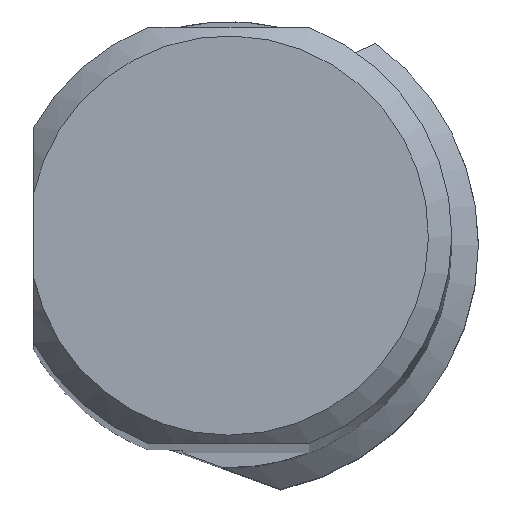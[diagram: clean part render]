
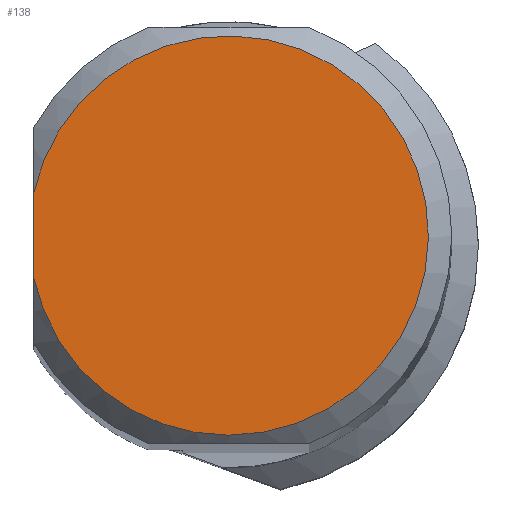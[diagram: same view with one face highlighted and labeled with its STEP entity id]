
A CAD part, top view. The second image highlights one B-rep face of the part: STEP entity #138.
In plain terms, the highlighted planar face has unit normal (0, 0, 1).
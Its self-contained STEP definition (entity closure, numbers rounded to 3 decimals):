
#72=PLANE('',#1238);
#138=ADVANCED_FACE('',(#223),#72,.T.);
#223=FACE_OUTER_BOUND('',#283,.T.);
#283=EDGE_LOOP('',(#675,#676,#677));
#336=CIRCLE('',#1235,8.525);
#337=CIRCLE('',#1236,8.525);
#414=LINE('',#1910,#483);
#483=VECTOR('',#1470,1.);
#675=ORIENTED_EDGE('',*,*,#1035,.F.);
#676=ORIENTED_EDGE('',*,*,#1034,.F.);
#677=ORIENTED_EDGE('',*,*,#1031,.F.);
#896=VERTEX_POINT('',#1909);
#897=VERTEX_POINT('',#1911);
#898=VERTEX_POINT('',#1941);
#1031=EDGE_CURVE('',#896,#897,#414,.T.);
#1034=EDGE_CURVE('',#897,#898,#336,.T.);
#1035=EDGE_CURVE('',#898,#896,#337,.T.);
#1235=AXIS2_PLACEMENT_3D('',#1940,#1473,#1474);
#1236=AXIS2_PLACEMENT_3D('',#1942,#1475,#1476);
#1238=AXIS2_PLACEMENT_3D('',#1944,#1479,#1480);
#1470=DIRECTION('',(0.,1.,0.));
#1473=DIRECTION('',(0.,0.,-1.));
#1474=DIRECTION('',(-0.978,0.21,0.));
#1475=DIRECTION('',(0.,0.,-1.));
#1476=DIRECTION('',(0.,-1.,0.));
#1479=DIRECTION('',(0.,0.,1.));
#1480=DIRECTION('',(-1.,0.,0.));
#1909=CARTESIAN_POINT('',(-8.335,-1.79,0.));
#1910=CARTESIAN_POINT('',(-8.335,-1.79,0.));
#1911=CARTESIAN_POINT('',(-8.335,1.79,0.));
#1940=CARTESIAN_POINT('',(0.,0.,0.));
#1941=CARTESIAN_POINT('',(0.,-8.525,0.));
#1942=CARTESIAN_POINT('',(0.,0.,0.));
#1944=CARTESIAN_POINT('',(0.095,0.,0.));
